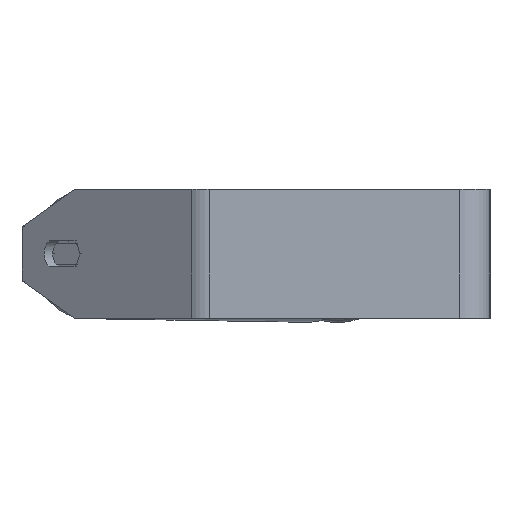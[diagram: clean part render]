
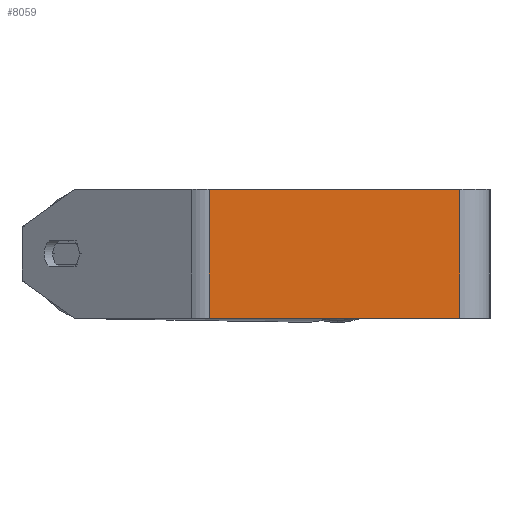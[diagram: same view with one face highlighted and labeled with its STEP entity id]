
A CAD part, left-side view. The second image highlights one B-rep face of the part: STEP entity #8059.
In plain terms, the highlighted planar face has unit normal (-1, 0, 0).
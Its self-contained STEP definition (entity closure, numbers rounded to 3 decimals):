
#816 = CARTESIAN_POINT ( 'NONE',  ( -340., 14., 30. ) ) ;
#884 = CARTESIAN_POINT ( 'NONE',  ( -340., 14., -30. ) ) ;
#934 = ORIENTED_EDGE ( 'NONE', *, *, #7071, .F. ) ;
#1221 = DIRECTION ( 'NONE',  ( 0., -1., 0. ) ) ;
#1577 = VECTOR ( 'NONE', #7031, 1000. ) ;
#2393 = VECTOR ( 'NONE', #8384, 1000. ) ;
#2455 = CARTESIAN_POINT ( 'NONE',  ( -340., 130.611, 30. ) ) ;
#2457 = EDGE_CURVE ( 'NONE', #4734, #5627, #6681, .T. ) ;
#2578 = CARTESIAN_POINT ( 'NONE',  ( -340., 130.611, -30. ) ) ;
#3438 = ORIENTED_EDGE ( 'NONE', *, *, #2457, .F. ) ;
#3593 = DIRECTION ( 'NONE',  ( 0., 0., -1. ) ) ;
#3842 = VECTOR ( 'NONE', #3593, 1000. ) ;
#4026 = DIRECTION ( 'NONE',  ( 1., 0., 0. ) ) ;
#4660 = FACE_OUTER_BOUND ( 'NONE', #5666, .T. ) ;
#4734 = VERTEX_POINT ( 'NONE', #6130 ) ;
#5066 = CARTESIAN_POINT ( 'NONE',  ( -340., 135.026, 30. ) ) ;
#5128 = VERTEX_POINT ( 'NONE', #2578 ) ;
#5592 = LINE ( 'NONE', #5066, #2393 ) ;
#5597 = LINE ( 'NONE', #8464, #8147 ) ;
#5627 = VERTEX_POINT ( 'NONE', #884 ) ;
#5653 = ORIENTED_EDGE ( 'NONE', *, *, #8289, .T. ) ;
#5666 = EDGE_LOOP ( 'NONE', ( #5653, #3438, #934, #6713 ) ) ;
#5703 = LINE ( 'NONE', #2455, #1577 ) ;
#5985 = DIRECTION ( 'NONE',  ( 0., 0., -1. ) ) ;
#6130 = CARTESIAN_POINT ( 'NONE',  ( -340., 14., 30. ) ) ;
#6494 = CARTESIAN_POINT ( 'NONE',  ( -340., 130.611, 30. ) ) ;
#6681 = LINE ( 'NONE', #816, #3842 ) ;
#6713 = ORIENTED_EDGE ( 'NONE', *, *, #7670, .T. ) ;
#7031 = DIRECTION ( 'NONE',  ( 0., 0., -1. ) ) ;
#7071 = EDGE_CURVE ( 'NONE', #7195, #4734, #5592, .T. ) ;
#7195 = VERTEX_POINT ( 'NONE', #6494 ) ;
#7670 = EDGE_CURVE ( 'NONE', #7195, #5128, #5703, .T. ) ;
#7881 = PLANE ( 'NONE',  #8420 ) ;
#7915 = CARTESIAN_POINT ( 'NONE',  ( -340., 135.026, 30. ) ) ;
#8059 = ADVANCED_FACE ( 'NONE', ( #4660 ), #7881, .F. ) ;
#8147 = VECTOR ( 'NONE', #1221, 1000. ) ;
#8289 = EDGE_CURVE ( 'NONE', #5128, #5627, #5597, .T. ) ;
#8384 = DIRECTION ( 'NONE',  ( 0., -1., 0. ) ) ;
#8420 = AXIS2_PLACEMENT_3D ( 'NONE', #7915, #4026, #5985 ) ;
#8464 = CARTESIAN_POINT ( 'NONE',  ( -340., 135.026, -30. ) ) ;
